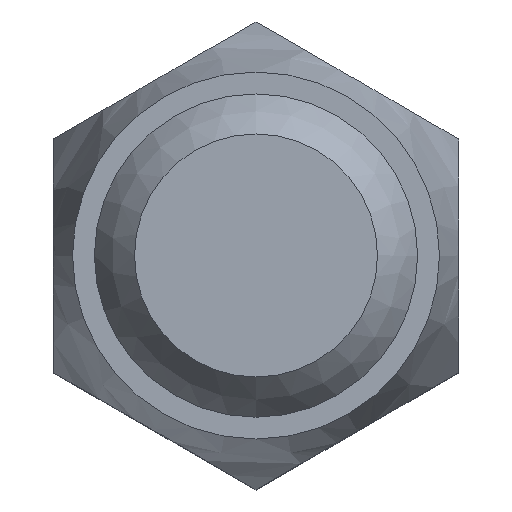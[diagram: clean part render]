
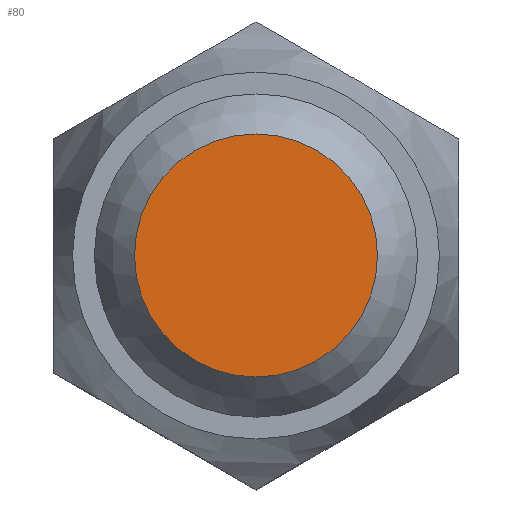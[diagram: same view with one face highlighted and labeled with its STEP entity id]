
A CAD part, top view. The second image highlights one B-rep face of the part: STEP entity #80.
In plain terms, the highlighted planar face has unit normal (0, 0, 1).
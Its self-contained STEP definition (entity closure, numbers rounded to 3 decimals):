
#80 = ADVANCED_FACE( '', ( #111 ), #112, .T. );
#111 = FACE_OUTER_BOUND( '', #166, .T. );
#112 = PLANE( '', #167 );
#166 = EDGE_LOOP( '', ( #246 ) );
#167 = AXIS2_PLACEMENT_3D( '', #247, #248, #249 );
#246 = ORIENTED_EDGE( '', *, *, #373, .T. );
#247 = CARTESIAN_POINT( '', ( 0., 0., 16. ) );
#248 = DIRECTION( '', ( 0., 0., 1. ) );
#249 = DIRECTION( '', ( 1., 0., 0. ) );
#373 = EDGE_CURVE( '', #426, #426, #427, .T. );
#426 = VERTEX_POINT( '', #569 );
#427 = CIRCLE( '', #570, 5.099 );
#569 = CARTESIAN_POINT( '', ( 5.099, 0., 16. ) );
#570 = AXIS2_PLACEMENT_3D( '', #782, #783, #784 );
#782 = CARTESIAN_POINT( '', ( 0., 0., 16. ) );
#783 = DIRECTION( '', ( 0., 0., 1. ) );
#784 = DIRECTION( '', ( 1., 0., 0. ) );
